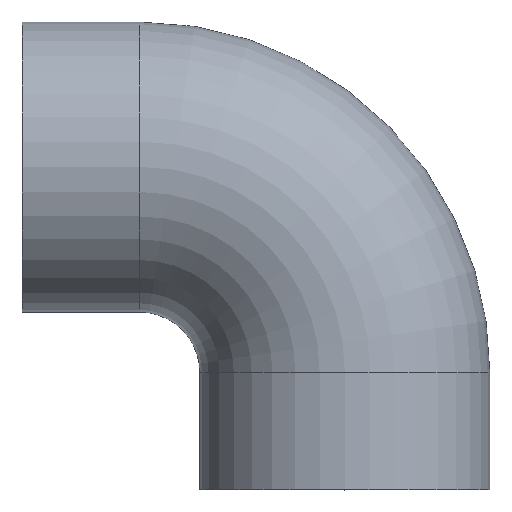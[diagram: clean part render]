
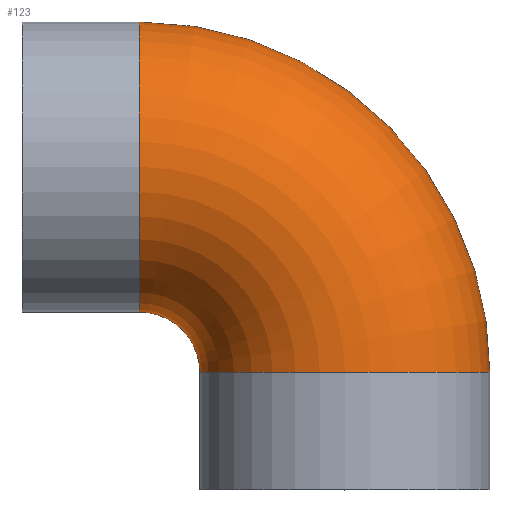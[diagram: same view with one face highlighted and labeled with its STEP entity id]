
A CAD part, top view. The second image highlights one B-rep face of the part: STEP entity #123.
In plain terms, the highlighted toroidal (fillet/blend) face has major radius 182.7 mm and minor radius 129 mm.
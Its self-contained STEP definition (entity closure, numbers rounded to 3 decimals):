
#21=FACE_BOUND('',#39,.T.);
#28=TOROIDAL_SURFACE('',#140,182.7,129.);
#30=FACE_OUTER_BOUND('',#38,.T.);
#38=EDGE_LOOP('',(#102));
#39=EDGE_LOOP('',(#103));
#60=CIRCLE('',#141,129.);
#61=CIRCLE('',#142,129.);
#73=VERTEX_POINT('',#877);
#74=VERTEX_POINT('',#879);
#87=EDGE_CURVE('',#73,#73,#60,.T.);
#88=EDGE_CURVE('',#74,#74,#61,.T.);
#102=ORIENTED_EDGE('',*,*,#87,.T.);
#103=ORIENTED_EDGE('',*,*,#88,.F.);
#123=ADVANCED_FACE('',(#30,#21),#28,.T.);
#140=AXIS2_PLACEMENT_3D('',#876,#171,#172);
#141=AXIS2_PLACEMENT_3D('',#878,#173,#174);
#142=AXIS2_PLACEMENT_3D('',#880,#175,#176);
#171=DIRECTION('center_axis',(0.,0.,-1.));
#172=DIRECTION('ref_axis',(-1.,0.,0.));
#173=DIRECTION('center_axis',(1.,0.,0.));
#174=DIRECTION('ref_axis',(0.,1.,0.));
#175=DIRECTION('center_axis',(0.,-1.,0.));
#176=DIRECTION('ref_axis',(1.,0.,0.));
#876=CARTESIAN_POINT('Origin',(-172.7,104.3,0.));
#877=CARTESIAN_POINT('',(-172.7,287.,-129.));
#878=CARTESIAN_POINT('Origin',(-172.7,287.,0.));
#879=CARTESIAN_POINT('',(10.,104.3,-129.));
#880=CARTESIAN_POINT('Origin',(10.,104.3,0.));
